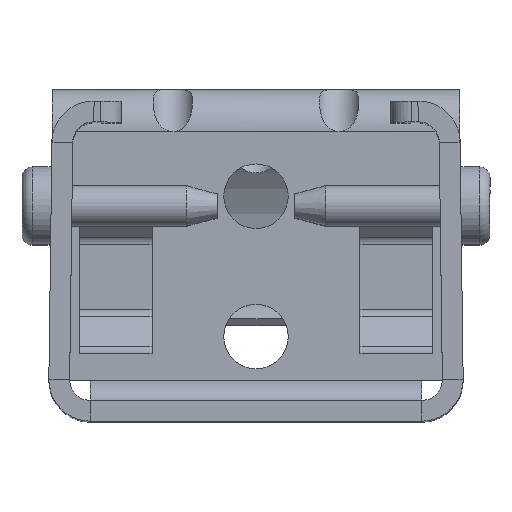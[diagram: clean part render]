
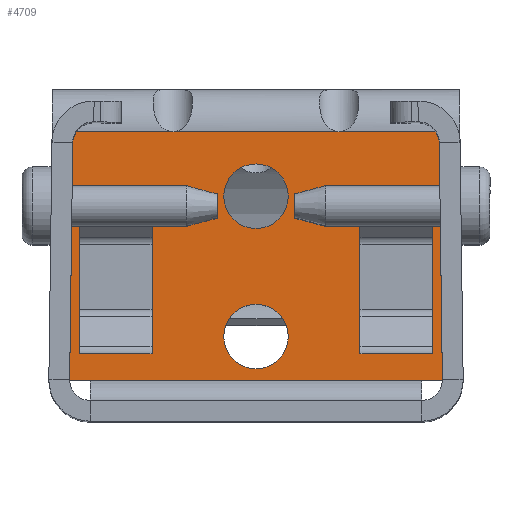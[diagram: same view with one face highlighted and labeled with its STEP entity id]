
A CAD part, top view. The second image highlights one B-rep face of the part: STEP entity #4709.
In plain terms, the highlighted face is planar.
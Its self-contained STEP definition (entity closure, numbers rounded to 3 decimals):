
#103=PLANE('',#5115);
#212=FACE_BOUND('',#744,.T.);
#213=FACE_BOUND('',#745,.T.);
#214=FACE_BOUND('',#746,.T.);
#215=FACE_BOUND('',#747,.T.);
#348=ELLIPSE('',#4997,2.97,2.1);
#350=ELLIPSE('',#5000,2.97,2.1);
#469=FACE_OUTER_BOUND('',#743,.T.);
#743=EDGE_LOOP('',(#3341,#3342,#3343,#3344,#3345,#3346,#3347,#3348,#3349,
#3350));
#744=EDGE_LOOP('',(#3351,#3352,#3353,#3354));
#745=EDGE_LOOP('',(#3355,#3356,#3357,#3358));
#746=EDGE_LOOP('',(#3359,#3360));
#747=EDGE_LOOP('',(#3361,#3362));
#1054=LINE('',#7494,#1424);
#1057=LINE('',#7500,#1427);
#1083=LINE('',#7575,#1453);
#1084=LINE('',#7577,#1454);
#1085=LINE('',#7579,#1455);
#1086=LINE('',#7581,#1456);
#1087=LINE('',#7583,#1457);
#1088=LINE('',#7584,#1458);
#1089=LINE('',#7587,#1459);
#1090=LINE('',#7589,#1460);
#1091=LINE('',#7591,#1461);
#1092=LINE('',#7592,#1462);
#1093=LINE('',#7595,#1463);
#1094=LINE('',#7597,#1464);
#1095=LINE('',#7599,#1465);
#1096=LINE('',#7600,#1466);
#1424=VECTOR('',#5768,1000.);
#1427=VECTOR('',#5775,1000.);
#1453=VECTOR('',#5813,1000.);
#1454=VECTOR('',#5814,1000.);
#1455=VECTOR('',#5815,1000.);
#1456=VECTOR('',#5816,1000.);
#1457=VECTOR('',#5817,1000.);
#1458=VECTOR('',#5818,1000.);
#1459=VECTOR('',#5819,1000.);
#1460=VECTOR('',#5820,1000.);
#1461=VECTOR('',#5821,1000.);
#1462=VECTOR('',#5822,1000.);
#1463=VECTOR('',#5823,1000.);
#1464=VECTOR('',#5824,1000.);
#1465=VECTOR('',#5825,1000.);
#1466=VECTOR('',#5826,1000.);
#1764=CIRCLE('',#4988,3.1);
#1765=CIRCLE('',#4989,3.1);
#1768=CIRCLE('',#4993,3.1);
#1769=CIRCLE('',#4994,3.1);
#1942=VERTEX_POINT('',#6875);
#1943=VERTEX_POINT('',#6877);
#1946=VERTEX_POINT('',#6885);
#1947=VERTEX_POINT('',#6887);
#1948=VERTEX_POINT('',#6892);
#1949=VERTEX_POINT('',#6893);
#1952=VERTEX_POINT('',#6943);
#1953=VERTEX_POINT('',#6944);
#2057=VERTEX_POINT('',#7493);
#2087=VERTEX_POINT('',#7574);
#2088=VERTEX_POINT('',#7576);
#2089=VERTEX_POINT('',#7578);
#2090=VERTEX_POINT('',#7580);
#2091=VERTEX_POINT('',#7582);
#2092=VERTEX_POINT('',#7585);
#2093=VERTEX_POINT('',#7586);
#2094=VERTEX_POINT('',#7588);
#2095=VERTEX_POINT('',#7590);
#2096=VERTEX_POINT('',#7593);
#2097=VERTEX_POINT('',#7594);
#2098=VERTEX_POINT('',#7596);
#2099=VERTEX_POINT('',#7598);
#2407=EDGE_CURVE('',#1943,#1942,#1764,.T.);
#2408=EDGE_CURVE('',#1942,#1943,#1765,.T.);
#2412=EDGE_CURVE('',#1947,#1946,#1768,.T.);
#2413=EDGE_CURVE('',#1946,#1947,#1769,.T.);
#2415=EDGE_CURVE('',#1948,#1949,#348,.T.);
#2419=EDGE_CURVE('',#1952,#1953,#350,.T.);
#2545=EDGE_CURVE('',#1949,#2057,#1054,.T.);
#2549=EDGE_CURVE('',#1952,#1948,#1057,.T.);
#2579=EDGE_CURVE('',#2087,#1953,#1083,.T.);
#2580=EDGE_CURVE('',#2088,#2087,#1084,.T.);
#2581=EDGE_CURVE('',#2088,#2089,#1085,.T.);
#2582=EDGE_CURVE('',#2089,#2090,#1086,.T.);
#2583=EDGE_CURVE('',#2090,#2091,#1087,.T.);
#2584=EDGE_CURVE('',#2057,#2091,#1088,.T.);
#2585=EDGE_CURVE('',#2092,#2093,#1089,.T.);
#2586=EDGE_CURVE('',#2092,#2094,#1090,.T.);
#2587=EDGE_CURVE('',#2095,#2094,#1091,.T.);
#2588=EDGE_CURVE('',#2095,#2093,#1092,.T.);
#2589=EDGE_CURVE('',#2096,#2097,#1093,.T.);
#2590=EDGE_CURVE('',#2097,#2098,#1094,.T.);
#2591=EDGE_CURVE('',#2098,#2099,#1095,.T.);
#2592=EDGE_CURVE('',#2099,#2096,#1096,.T.);
#3341=ORIENTED_EDGE('',*,*,#2415,.F.);
#3342=ORIENTED_EDGE('',*,*,#2549,.F.);
#3343=ORIENTED_EDGE('',*,*,#2419,.T.);
#3344=ORIENTED_EDGE('',*,*,#2579,.F.);
#3345=ORIENTED_EDGE('',*,*,#2580,.F.);
#3346=ORIENTED_EDGE('',*,*,#2581,.T.);
#3347=ORIENTED_EDGE('',*,*,#2582,.T.);
#3348=ORIENTED_EDGE('',*,*,#2583,.T.);
#3349=ORIENTED_EDGE('',*,*,#2584,.F.);
#3350=ORIENTED_EDGE('',*,*,#2545,.F.);
#3351=ORIENTED_EDGE('',*,*,#2585,.F.);
#3352=ORIENTED_EDGE('',*,*,#2586,.T.);
#3353=ORIENTED_EDGE('',*,*,#2587,.F.);
#3354=ORIENTED_EDGE('',*,*,#2588,.T.);
#3355=ORIENTED_EDGE('',*,*,#2589,.T.);
#3356=ORIENTED_EDGE('',*,*,#2590,.T.);
#3357=ORIENTED_EDGE('',*,*,#2591,.T.);
#3358=ORIENTED_EDGE('',*,*,#2592,.T.);
#3359=ORIENTED_EDGE('',*,*,#2407,.T.);
#3360=ORIENTED_EDGE('',*,*,#2408,.T.);
#3361=ORIENTED_EDGE('',*,*,#2412,.T.);
#3362=ORIENTED_EDGE('',*,*,#2413,.T.);
#4709=ADVANCED_FACE('',(#469,#212,#213,#214,#215),#103,.F.);
#4988=AXIS2_PLACEMENT_3D('',#6878,#5498,#5499);
#4989=AXIS2_PLACEMENT_3D('',#6879,#5500,#5501);
#4993=AXIS2_PLACEMENT_3D('',#6888,#5509,#5510);
#4994=AXIS2_PLACEMENT_3D('',#6889,#5511,#5512);
#4997=AXIS2_PLACEMENT_3D('',#6894,#5517,#5518);
#5000=AXIS2_PLACEMENT_3D('',#6945,#5523,#5524);
#5115=AXIS2_PLACEMENT_3D('',#7573,#5811,#5812);
#5498=DIRECTION('center_axis',(-1.,0.,0.));
#5499=DIRECTION('ref_axis',(0.,0.,1.));
#5500=DIRECTION('center_axis',(-1.,0.,0.));
#5501=DIRECTION('ref_axis',(0.,0.,1.));
#5509=DIRECTION('center_axis',(-1.,0.,0.));
#5510=DIRECTION('ref_axis',(0.,0.,1.));
#5511=DIRECTION('center_axis',(-1.,0.,0.));
#5512=DIRECTION('ref_axis',(0.,0.,1.));
#5517=DIRECTION('center_axis',(1.,0.,0.));
#5518=DIRECTION('ref_axis',(0.,1.,0.));
#5523=DIRECTION('center_axis',(-1.,0.,0.));
#5524=DIRECTION('ref_axis',(0.,1.,0.));
#5768=DIRECTION('',(0.,0.,-1.));
#5775=DIRECTION('',(0.,0.,-1.));
#5811=DIRECTION('center_axis',(-1.,0.,0.));
#5812=DIRECTION('ref_axis',(0.,0.,1.));
#5813=DIRECTION('',(0.,0.,-1.));
#5814=DIRECTION('',(0.,1.,-0.013));
#5815=DIRECTION('',(0.,0.,-1.));
#5816=DIRECTION('',(0.,0.,-1.));
#5817=DIRECTION('',(0.,0.,-1.));
#5818=DIRECTION('',(0.,-1.,-0.013));
#5819=DIRECTION('',(0.,1.,0.));
#5820=DIRECTION('',(0.,0.,1.));
#5821=DIRECTION('',(0.,-1.,0.));
#5822=DIRECTION('',(0.,0.,-1.));
#5823=DIRECTION('',(0.,0.,1.));
#5824=DIRECTION('',(0.,1.,0.));
#5825=DIRECTION('',(0.,0.,-1.));
#5826=DIRECTION('',(0.,-1.,0.));
#6875=CARTESIAN_POINT('',(2.,21.75,3.1));
#6877=CARTESIAN_POINT('',(2.,21.75,-3.1));
#6878=CARTESIAN_POINT('Origin',(2.,21.75,0.));
#6879=CARTESIAN_POINT('Origin',(2.,21.75,0.));
#6885=CARTESIAN_POINT('',(2.,8.25,3.1));
#6887=CARTESIAN_POINT('',(2.,8.25,-3.1));
#6888=CARTESIAN_POINT('Origin',(2.,8.25,0.));
#6889=CARTESIAN_POINT('Origin',(2.,8.25,0.));
#6892=CARTESIAN_POINT('',(2.,28.,-7.656));
#6893=CARTESIAN_POINT('',(2.,28.,-8.344));
#6894=CARTESIAN_POINT('Origin',(2.,30.93,-8.));
#6943=CARTESIAN_POINT('',(2.,28.,7.656));
#6944=CARTESIAN_POINT('',(2.,28.,8.344));
#6945=CARTESIAN_POINT('Origin',(2.,30.93,8.));
#7493=CARTESIAN_POINT('',(2.,28.,-19.61));
#7494=CARTESIAN_POINT('',(2.,28.,19.95));
#7500=CARTESIAN_POINT('',(2.,28.,19.95));
#7573=CARTESIAN_POINT('Origin',(2.,0.,19.95));
#7574=CARTESIAN_POINT('',(2.,28.,19.61));
#7575=CARTESIAN_POINT('',(2.,28.,19.95));
#7576=CARTESIAN_POINT('',(2.,4.,19.924));
#7577=CARTESIAN_POINT('',(2.,4.,19.924));
#7578=CARTESIAN_POINT('',(2.,4.,15.923));
#7579=CARTESIAN_POINT('',(2.,4.,19.95));
#7580=CARTESIAN_POINT('',(2.,4.,-15.923));
#7581=CARTESIAN_POINT('',(2.,4.,19.95));
#7582=CARTESIAN_POINT('',(2.,4.,-19.924));
#7583=CARTESIAN_POINT('',(2.,4.,19.95));
#7584=CARTESIAN_POINT('',(2.,28.,-19.61));
#7585=CARTESIAN_POINT('',(2.,6.613,10.));
#7586=CARTESIAN_POINT('',(2.,21.387,10.));
#7587=CARTESIAN_POINT('',(2.,21.,10.));
#7588=CARTESIAN_POINT('',(2.,6.613,17.));
#7589=CARTESIAN_POINT('',(2.,6.613,19.95));
#7590=CARTESIAN_POINT('',(2.,21.387,17.));
#7591=CARTESIAN_POINT('',(2.,21.,17.));
#7592=CARTESIAN_POINT('',(2.,21.387,19.95));
#7593=CARTESIAN_POINT('',(2.,6.613,-17.));
#7594=CARTESIAN_POINT('',(2.,6.613,-10.));
#7595=CARTESIAN_POINT('',(2.,6.613,-10.));
#7596=CARTESIAN_POINT('',(2.,21.387,-10.));
#7597=CARTESIAN_POINT('',(2.,21.,-10.));
#7598=CARTESIAN_POINT('',(2.,21.387,-17.));
#7599=CARTESIAN_POINT('',(2.,21.387,-17.));
#7600=CARTESIAN_POINT('',(2.,21.,-17.));
